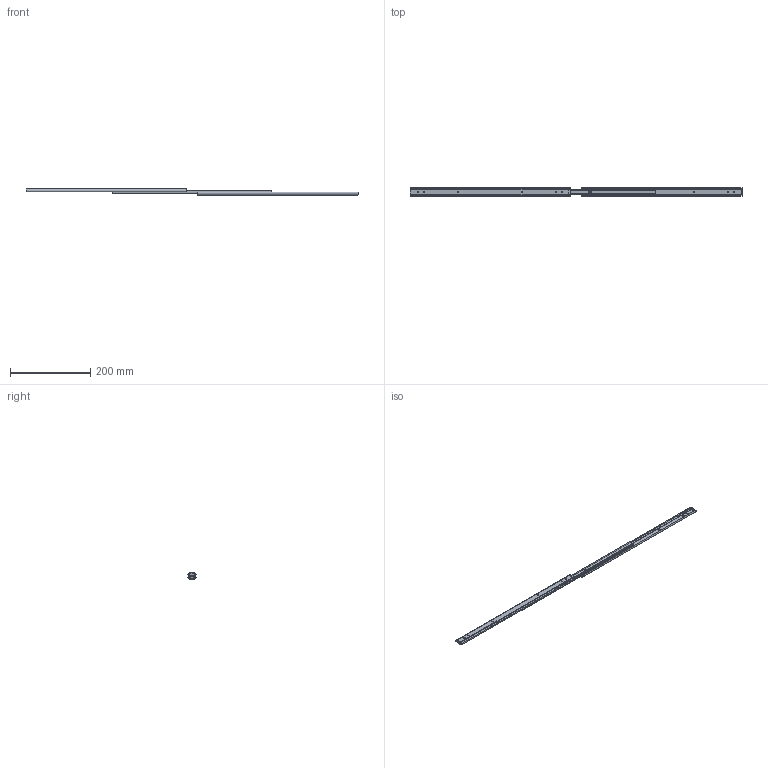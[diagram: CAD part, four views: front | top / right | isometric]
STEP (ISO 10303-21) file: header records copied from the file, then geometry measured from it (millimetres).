
FILE_DESCRIPTION (( 'STEP AP203' ), '1' );
FILE_NAME ('KC-284-40.STEP', '2019-06-06T00:24:52', ( '' ), ( '' ), 'SwSTEP 2.0', 'SolidWorks 2014', '' );
FILE_SCHEMA (( 'CONFIG_CONTROL_DESIGN' ));
Length unit declared in the file: millimetre
Products named in the file (3): KC-284-40; KC-284-40_カバー; KC-284-40_レール
Assembly tree (4 placements, depth 2):
  KC-284-40
    KC-284-40_カバー  x2
    KC-284-40_レール  x2
Bounding box: 829 x 19.99 x 16 mm (x, y, z)
Volume: 47708.6 mm3; surface area: 77170.8 mm2
Topology: 4 solids, 4 shells, 188 faces, 540 edges, 356 vertices
Faces by surface type: cylinder 100, plane 88
Entity records: 3549 total; most frequent: CARTESIAN_POINT 629, DIRECTION 548, ORIENTED_EDGE 540, EDGE_CURVE 270, AXIS2_PLACEMENT_3D 191, VERTEX_POINT 178, LINE 166, VECTOR 166
